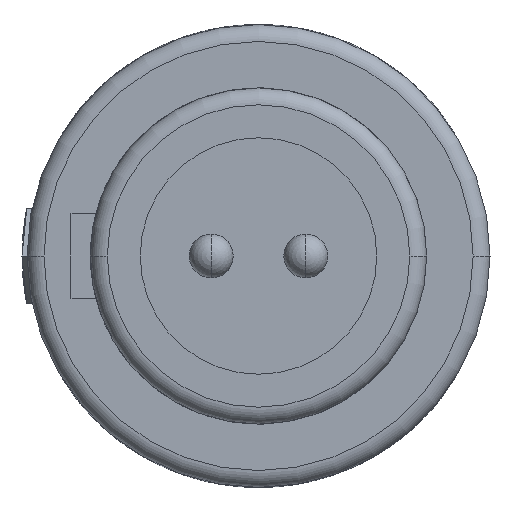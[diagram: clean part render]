
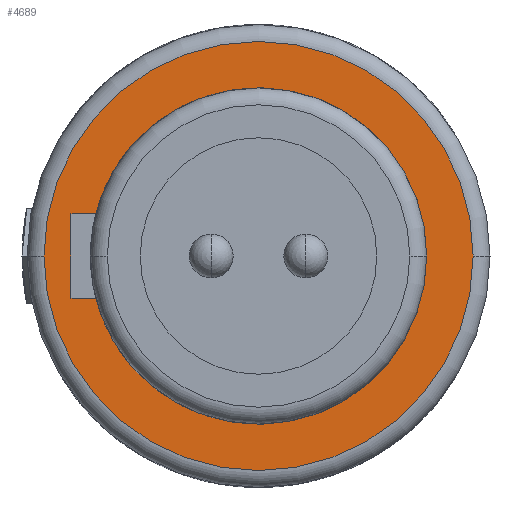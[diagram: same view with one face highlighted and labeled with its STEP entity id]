
A CAD part, left-side view. The second image highlights one B-rep face of the part: STEP entity #4689.
In plain terms, the highlighted planar face has unit normal (-1, 0, 0).
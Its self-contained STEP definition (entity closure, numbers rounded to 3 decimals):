
#1659=CARTESIAN_POINT('',(-6.7,0.,0.));
#1660=DIRECTION('',(-1.,0.,0.));
#1661=DIRECTION('',(0.,-1.,0.));
#1662=AXIS2_PLACEMENT_3D('',#1659,#1660,#1661);
#1664=CARTESIAN_POINT('',(-6.7,0.,0.));
#1665=DIRECTION('',(-1.,0.,0.));
#1666=DIRECTION('',(0.,1.,0.));
#1667=AXIS2_PLACEMENT_3D('',#1664,#1665,#1666);
#1669=DIRECTION('',(0.,1.,0.));
#1670=VECTOR('',#1669,0.735);
#1671=CARTESIAN_POINT('',(-6.7,4.815,-1.25));
#1672=LINE('',#1671,#1670);
#1673=DIRECTION('',(0.,1.,0.));
#1674=VECTOR('',#1673,0.735);
#1675=CARTESIAN_POINT('',(-6.7,4.815,1.25));
#1676=LINE('',#1675,#1674);
#1677=DIRECTION('',(0.,0.,1.));
#1678=VECTOR('',#1677,2.5);
#1679=CARTESIAN_POINT('',(-6.7,5.55,-1.25));
#1680=LINE('',#1679,#1678);
#1706=CARTESIAN_POINT('',(-6.7,0.,0.));
#1707=DIRECTION('',(1.,0.,0.));
#1708=DIRECTION('',(0.,0.968,0.251));
#1709=AXIS2_PLACEMENT_3D('',#1706,#1707,#1708);
#1743=CARTESIAN_POINT('',(-6.7,0.,0.));
#1744=DIRECTION('',(-1.,0.,0.));
#1745=DIRECTION('',(0.,0.968,-0.251));
#1746=AXIS2_PLACEMENT_3D('',#1743,#1744,#1745);
#2198=CARTESIAN_POINT('',(-6.7,-6.35,0.));
#2199=CARTESIAN_POINT('',(-6.7,6.35,0.));
#2200=VERTEX_POINT('',#2198);
#2201=VERTEX_POINT('',#2199);
#2214=CARTESIAN_POINT('',(-6.7,-4.975,0.));
#2215=VERTEX_POINT('',#2214);
#2468=CARTESIAN_POINT('',(-6.7,4.815,-1.25));
#2469=CARTESIAN_POINT('',(-6.7,5.55,-1.25));
#2470=VERTEX_POINT('',#2468);
#2471=VERTEX_POINT('',#2469);
#2472=CARTESIAN_POINT('',(-6.7,4.815,1.25));
#2473=CARTESIAN_POINT('',(-6.7,5.55,1.25));
#2474=VERTEX_POINT('',#2472);
#2475=VERTEX_POINT('',#2473);
#4667=CARTESIAN_POINT('',(-6.7,0.,0.));
#4668=DIRECTION('',(1.,0.,0.));
#4669=DIRECTION('',(0.,-1.,0.));
#4670=AXIS2_PLACEMENT_3D('',#4667,#4668,#4669);
#4671=PLANE('',#4670);
#4673=ORIENTED_EDGE('',*,*,#4672,.F.);
#4674=ORIENTED_EDGE('',*,*,#4650,.F.);
#4675=EDGE_LOOP('',(#4673,#4674));
#4676=FACE_OUTER_BOUND('',#4675,.F.);
#4678=ORIENTED_EDGE('',*,*,#4677,.F.);
#4680=ORIENTED_EDGE('',*,*,#4679,.T.);
#4682=ORIENTED_EDGE('',*,*,#4681,.F.);
#4684=ORIENTED_EDGE('',*,*,#4683,.T.);
#4686=ORIENTED_EDGE('',*,*,#4685,.F.);
#4687=EDGE_LOOP('',(#4678,#4680,#4682,#4684,#4686));
#4688=FACE_BOUND('',#4687,.F.);
#1663=CIRCLE('',#1662,6.35);
#1668=CIRCLE('',#1667,6.35);
#1710=CIRCLE('',#1709,4.975);
#1747=CIRCLE('',#1746,4.975);
#4650=EDGE_CURVE('',#2201,#2200,#1668,.T.);
#4672=EDGE_CURVE('',#2200,#2201,#1663,.T.);
#4677=EDGE_CURVE('',#2470,#2471,#1672,.T.);
#4679=EDGE_CURVE('',#2470,#2215,#1747,.T.);
#4681=EDGE_CURVE('',#2474,#2215,#1710,.T.);
#4683=EDGE_CURVE('',#2474,#2475,#1676,.T.);
#4685=EDGE_CURVE('',#2471,#2475,#1680,.T.);
#4689=ADVANCED_FACE('',(#4676,#4688),#4671,.F.);
